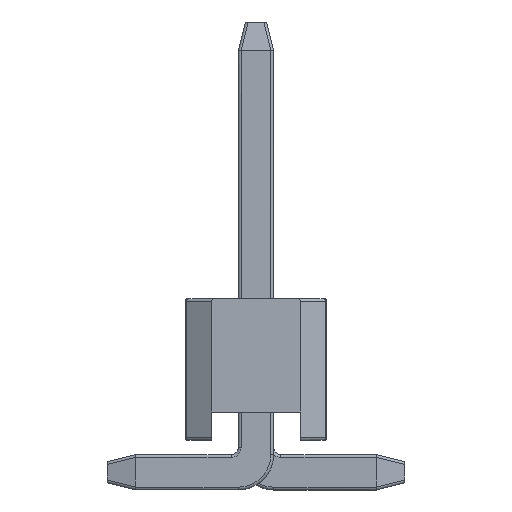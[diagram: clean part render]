
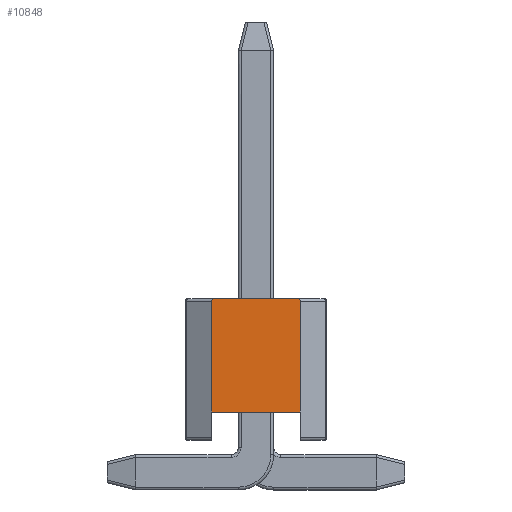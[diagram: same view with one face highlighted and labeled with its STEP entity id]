
A CAD part, left-side view. The second image highlights one B-rep face of the part: STEP entity #10848.
In plain terms, the highlighted planar face has unit normal (-1, 0, 0).
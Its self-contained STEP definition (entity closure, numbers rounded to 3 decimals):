
#1332=FACE_OUTER_BOUND('',#2012,.T.);
#2012=EDGE_LOOP('',(#8880,#8881,#8882,#8883,#8884,#8885));
#2696=LINE('',#17546,#3562);
#2827=LINE('',#17881,#3693);
#2999=LINE('',#18379,#3865);
#3001=LINE('',#18383,#3867);
#3562=VECTOR('',#13875,1000.);
#3693=VECTOR('',#14120,1000.);
#3865=VECTOR('',#14654,1000.);
#3867=VECTOR('',#14658,1000.);
#4328=CIRCLE('',#11918,0.04);
#4329=CIRCLE('',#11919,0.04);
#5008=VERTEX_POINT('',#17543);
#5009=VERTEX_POINT('',#17545);
#5155=VERTEX_POINT('',#17878);
#5156=VERTEX_POINT('',#17880);
#5301=VERTEX_POINT('',#18378);
#5302=VERTEX_POINT('',#18382);
#6152=EDGE_CURVE('',#5008,#5009,#2696,.T.);
#6321=EDGE_CURVE('',#5155,#5156,#2827,.T.);
#6579=EDGE_CURVE('',#5301,#5156,#2999,.T.);
#6581=EDGE_CURVE('',#5302,#5155,#3001,.T.);
#6582=EDGE_CURVE('',#5302,#5009,#4328,.T.);
#6583=EDGE_CURVE('',#5008,#5301,#4329,.T.);
#8880=ORIENTED_EDGE('',*,*,#6581,.F.);
#8881=ORIENTED_EDGE('',*,*,#6582,.T.);
#8882=ORIENTED_EDGE('',*,*,#6152,.F.);
#8883=ORIENTED_EDGE('',*,*,#6583,.T.);
#8884=ORIENTED_EDGE('',*,*,#6579,.T.);
#8885=ORIENTED_EDGE('',*,*,#6321,.F.);
#10430=PLANE('',#11917);
#10848=ADVANCED_FACE('',(#1332),#10430,.F.);
#11917=AXIS2_PLACEMENT_3D('',#18381,#14656,#14657);
#11918=AXIS2_PLACEMENT_3D('',#18384,#14659,#14660);
#11919=AXIS2_PLACEMENT_3D('',#18385,#14661,#14662);
#13875=DIRECTION('',(0.,-1.,0.));
#14120=DIRECTION('',(0.,1.,0.));
#14654=DIRECTION('',(0.,0.,-1.));
#14656=DIRECTION('center_axis',(1.,0.,0.));
#14657=DIRECTION('ref_axis',(0.,1.,0.));
#14658=DIRECTION('',(0.,0.,-1.));
#14659=DIRECTION('center_axis',(-1.,0.,0.));
#14660=DIRECTION('ref_axis',(0.,1.,0.));
#14661=DIRECTION('center_axis',(-1.,0.,0.));
#14662=DIRECTION('ref_axis',(0.,1.,0.));
#17543=CARTESIAN_POINT('',(-6.,0.585,2.7));
#17545=CARTESIAN_POINT('',(-6.,-0.585,2.7));
#17546=CARTESIAN_POINT('',(-6.,0.625,2.7));
#17878=CARTESIAN_POINT('',(-6.,-0.625,1.1));
#17880=CARTESIAN_POINT('',(-6.,0.625,1.1));
#17881=CARTESIAN_POINT('',(-6.,0.625,1.1));
#18378=CARTESIAN_POINT('',(-6.,0.625,2.66));
#18379=CARTESIAN_POINT('',(-6.,0.625,2.7));
#18381=CARTESIAN_POINT('Origin',(-6.,0.625,2.7));
#18382=CARTESIAN_POINT('',(-6.,-0.625,2.66));
#18383=CARTESIAN_POINT('',(-6.,-0.625,2.7));
#18384=CARTESIAN_POINT('Origin',(-6.,-0.585,2.66));
#18385=CARTESIAN_POINT('Origin',(-6.,0.585,2.66));
